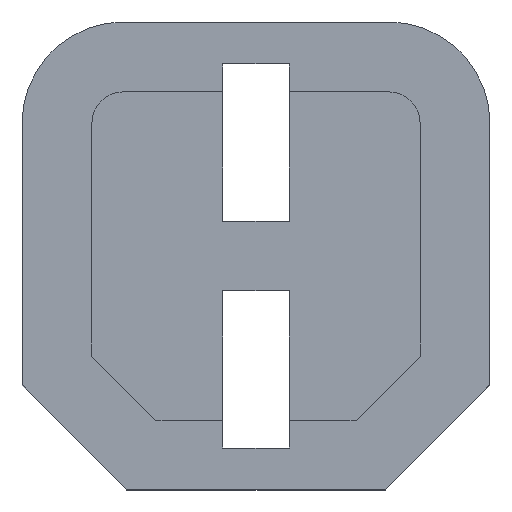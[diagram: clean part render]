
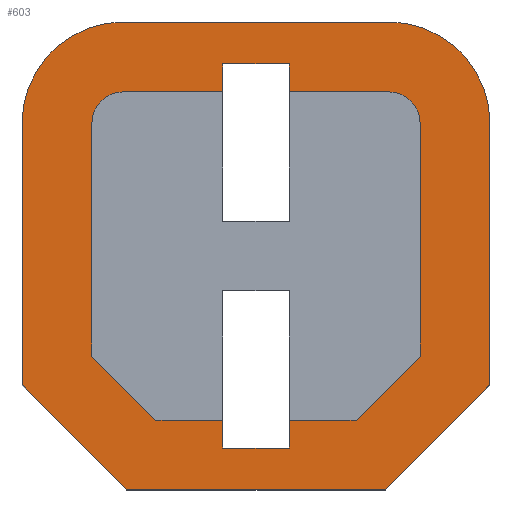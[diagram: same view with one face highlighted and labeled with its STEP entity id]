
A CAD part, top view. The second image highlights one B-rep face of the part: STEP entity #603.
In plain terms, the highlighted planar face has unit normal (0, 0, 1).
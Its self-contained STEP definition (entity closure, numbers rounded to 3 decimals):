
#15=FACE_BOUND('',#87,.T.);
#24=CIRCLE('',#614,0.45);
#25=CIRCLE('',#621,0.45);
#27=CIRCLE('',#633,1.45);
#29=CIRCLE('',#641,1.45);
#57=FACE_OUTER_BOUND('',#86,.T.);
#86=EDGE_LOOP('',(#511,#512,#513,#514,#515,#516,#517,#518));
#87=EDGE_LOOP('',(#519,#520,#521,#522,#523,#524,#525,#526,#527,#528,#529,
#530,#531,#532,#533,#534));
#112=LINE('',#846,#188);
#116=LINE('',#855,#192);
#118=LINE('',#859,#194);
#120=LINE('',#863,#196);
#123=LINE('',#870,#199);
#125=LINE('',#874,#201);
#128=LINE('',#882,#204);
#130=LINE('',#886,#206);
#132=LINE('',#890,#208);
#135=LINE('',#896,#211);
#138=LINE('',#902,#214);
#141=LINE('',#906,#217);
#143=LINE('',#911,#219);
#146=LINE('',#915,#222);
#149=LINE('',#923,#225);
#153=LINE('',#935,#229);
#156=LINE('',#941,#232);
#159=LINE('',#947,#235);
#162=LINE('',#953,#238);
#165=LINE('',#959,#241);
#188=VECTOR('',#679,10.);
#192=VECTOR('',#689,10.);
#194=VECTOR('',#693,10.);
#196=VECTOR('',#697,10.);
#199=VECTOR('',#702,10.);
#201=VECTOR('',#706,10.);
#204=VECTOR('',#715,10.);
#206=VECTOR('',#719,10.);
#208=VECTOR('',#723,10.);
#211=VECTOR('',#728,10.);
#214=VECTOR('',#733,10.);
#217=VECTOR('',#738,10.);
#219=VECTOR('',#742,10.);
#222=VECTOR('',#747,10.);
#225=VECTOR('',#752,10.);
#229=VECTOR('',#764,10.);
#232=VECTOR('',#769,10.);
#235=VECTOR('',#774,10.);
#238=VECTOR('',#779,10.);
#241=VECTOR('',#784,10.);
#263=VERTEX_POINT('',#843);
#264=VERTEX_POINT('',#845);
#265=VERTEX_POINT('',#849);
#266=VERTEX_POINT('',#853);
#267=VERTEX_POINT('',#857);
#268=VERTEX_POINT('',#861);
#270=VERTEX_POINT('',#867);
#271=VERTEX_POINT('',#869);
#272=VERTEX_POINT('',#873);
#273=VERTEX_POINT('',#877);
#274=VERTEX_POINT('',#881);
#275=VERTEX_POINT('',#885);
#276=VERTEX_POINT('',#889);
#278=VERTEX_POINT('',#895);
#280=VERTEX_POINT('',#901);
#282=VERTEX_POINT('',#910);
#285=VERTEX_POINT('',#920);
#286=VERTEX_POINT('',#922);
#288=VERTEX_POINT('',#928);
#290=VERTEX_POINT('',#934);
#292=VERTEX_POINT('',#940);
#294=VERTEX_POINT('',#946);
#296=VERTEX_POINT('',#952);
#298=VERTEX_POINT('',#958);
#322=EDGE_CURVE('',#264,#263,#112,.T.);
#325=EDGE_CURVE('',#263,#265,#24,.T.);
#327=EDGE_CURVE('',#265,#266,#116,.T.);
#329=EDGE_CURVE('',#266,#267,#118,.T.);
#331=EDGE_CURVE('',#267,#268,#120,.T.);
#334=EDGE_CURVE('',#271,#270,#123,.T.);
#336=EDGE_CURVE('',#272,#271,#125,.T.);
#338=EDGE_CURVE('',#273,#272,#25,.T.);
#340=EDGE_CURVE('',#274,#273,#128,.T.);
#342=EDGE_CURVE('',#275,#274,#130,.T.);
#344=EDGE_CURVE('',#276,#275,#132,.T.);
#347=EDGE_CURVE('',#278,#276,#135,.T.);
#350=EDGE_CURVE('',#280,#278,#138,.F.);
#353=EDGE_CURVE('',#268,#280,#141,.T.);
#355=EDGE_CURVE('',#282,#264,#143,.T.);
#358=EDGE_CURVE('',#270,#282,#146,.F.);
#361=EDGE_CURVE('',#286,#285,#149,.T.);
#364=EDGE_CURVE('',#288,#286,#27,.T.);
#367=EDGE_CURVE('',#290,#288,#153,.T.);
#370=EDGE_CURVE('',#292,#290,#156,.T.);
#373=EDGE_CURVE('',#294,#292,#159,.T.);
#376=EDGE_CURVE('',#296,#294,#162,.T.);
#379=EDGE_CURVE('',#298,#296,#165,.T.);
#382=EDGE_CURVE('',#285,#298,#29,.T.);
#511=ORIENTED_EDGE('',*,*,#382,.T.);
#512=ORIENTED_EDGE('',*,*,#379,.T.);
#513=ORIENTED_EDGE('',*,*,#376,.T.);
#514=ORIENTED_EDGE('',*,*,#373,.T.);
#515=ORIENTED_EDGE('',*,*,#370,.T.);
#516=ORIENTED_EDGE('',*,*,#367,.T.);
#517=ORIENTED_EDGE('',*,*,#364,.T.);
#518=ORIENTED_EDGE('',*,*,#361,.T.);
#519=ORIENTED_EDGE('',*,*,#358,.T.);
#520=ORIENTED_EDGE('',*,*,#355,.T.);
#521=ORIENTED_EDGE('',*,*,#322,.T.);
#522=ORIENTED_EDGE('',*,*,#325,.T.);
#523=ORIENTED_EDGE('',*,*,#327,.T.);
#524=ORIENTED_EDGE('',*,*,#329,.T.);
#525=ORIENTED_EDGE('',*,*,#331,.T.);
#526=ORIENTED_EDGE('',*,*,#353,.T.);
#527=ORIENTED_EDGE('',*,*,#350,.T.);
#528=ORIENTED_EDGE('',*,*,#347,.T.);
#529=ORIENTED_EDGE('',*,*,#344,.T.);
#530=ORIENTED_EDGE('',*,*,#342,.T.);
#531=ORIENTED_EDGE('',*,*,#340,.T.);
#532=ORIENTED_EDGE('',*,*,#338,.T.);
#533=ORIENTED_EDGE('',*,*,#336,.T.);
#534=ORIENTED_EDGE('',*,*,#334,.T.);
#574=PLANE('',#642);
#603=ADVANCED_FACE('',(#57,#15),#574,.T.);
#614=AXIS2_PLACEMENT_3D('',#851,#684,#685);
#621=AXIS2_PLACEMENT_3D('',#878,#710,#711);
#633=AXIS2_PLACEMENT_3D('',#929,#758,#759);
#641=AXIS2_PLACEMENT_3D('',#963,#790,#791);
#642=AXIS2_PLACEMENT_3D('',#964,#792,#793);
#679=DIRECTION('',(1.,0.,0.));
#684=DIRECTION('center_axis',(0.,0.,-1.));
#685=DIRECTION('ref_axis',(1.,0.,0.));
#689=DIRECTION('',(0.,-1.,0.));
#693=DIRECTION('',(-0.707,-0.707,0.));
#697=DIRECTION('',(-1.,0.,0.));
#702=DIRECTION('',(0.,1.,0.));
#706=DIRECTION('',(1.,0.,0.));
#710=DIRECTION('center_axis',(0.,0.,-1.));
#711=DIRECTION('ref_axis',(0.,1.,0.));
#715=DIRECTION('',(0.,1.,0.));
#719=DIRECTION('',(-0.707,0.707,0.));
#723=DIRECTION('',(-1.,0.,0.));
#728=DIRECTION('',(0.,1.,0.));
#733=DIRECTION('',(1.,0.,0.));
#738=DIRECTION('',(0.,-1.,0.));
#742=DIRECTION('',(0.,-1.,0.));
#747=DIRECTION('',(-1.,0.,0.));
#752=DIRECTION('',(-1.,0.,0.));
#758=DIRECTION('center_axis',(0.,0.,1.));
#759=DIRECTION('ref_axis',(1.,0.,0.));
#764=DIRECTION('',(0.,1.,0.));
#769=DIRECTION('',(0.707,0.707,0.));
#774=DIRECTION('',(1.,0.,0.));
#779=DIRECTION('',(0.707,-0.707,0.));
#784=DIRECTION('',(0.,-1.,0.));
#790=DIRECTION('center_axis',(0.,0.,1.));
#791=DIRECTION('ref_axis',(0.,1.,0.));
#792=DIRECTION('center_axis',(0.,0.,1.));
#793=DIRECTION('ref_axis',(1.,0.,0.));
#843=CARTESIAN_POINT('',(1.9,2.35,0.5));
#845=CARTESIAN_POINT('',(0.475,2.35,0.5));
#846=CARTESIAN_POINT('',(0.5,2.35,0.5));
#849=CARTESIAN_POINT('',(2.35,1.9,0.5));
#851=CARTESIAN_POINT('Origin',(1.9,1.9,0.5));
#853=CARTESIAN_POINT('',(2.35,-1.433,0.5));
#855=CARTESIAN_POINT('',(2.35,1.9,0.5));
#857=CARTESIAN_POINT('',(1.433,-2.35,0.5));
#859=CARTESIAN_POINT('',(2.35,-1.433,0.5));
#861=CARTESIAN_POINT('',(0.475,-2.35,0.5));
#863=CARTESIAN_POINT('',(-0.5,-2.35,0.5));
#867=CARTESIAN_POINT('',(-0.475,2.75,0.5));
#869=CARTESIAN_POINT('',(-0.475,2.35,0.5));
#870=CARTESIAN_POINT('',(-0.475,2.65,0.5));
#873=CARTESIAN_POINT('',(-1.9,2.35,0.5));
#874=CARTESIAN_POINT('',(-0.5,2.35,0.5));
#877=CARTESIAN_POINT('',(-2.35,1.9,0.5));
#878=CARTESIAN_POINT('Origin',(-1.9,1.9,0.5));
#881=CARTESIAN_POINT('',(-2.35,-1.433,0.5));
#882=CARTESIAN_POINT('',(-2.35,-1.433,0.5));
#885=CARTESIAN_POINT('',(-1.433,-2.35,0.5));
#886=CARTESIAN_POINT('',(-1.433,-2.35,0.5));
#889=CARTESIAN_POINT('',(-0.475,-2.35,0.5));
#890=CARTESIAN_POINT('',(-0.5,-2.35,0.5));
#895=CARTESIAN_POINT('',(-0.475,-2.75,0.5));
#896=CARTESIAN_POINT('',(-0.475,-2.097,0.5));
#901=CARTESIAN_POINT('',(0.475,-2.75,0.5));
#902=CARTESIAN_POINT('',(0.238,-2.75,0.5));
#906=CARTESIAN_POINT('',(0.475,-2.097,0.5));
#910=CARTESIAN_POINT('',(0.475,2.75,0.5));
#911=CARTESIAN_POINT('',(0.475,2.65,0.5));
#915=CARTESIAN_POINT('',(-0.238,2.75,0.5));
#920=CARTESIAN_POINT('',(-1.9,3.35,0.5));
#922=CARTESIAN_POINT('',(1.9,3.35,0.5));
#923=CARTESIAN_POINT('',(0.5,3.35,0.5));
#928=CARTESIAN_POINT('',(3.35,1.9,0.5));
#929=CARTESIAN_POINT('Origin',(1.9,1.9,0.5));
#934=CARTESIAN_POINT('',(3.35,-1.847,0.5));
#935=CARTESIAN_POINT('',(3.35,1.9,0.5));
#940=CARTESIAN_POINT('',(1.847,-3.35,0.5));
#941=CARTESIAN_POINT('',(3.35,-1.847,0.5));
#946=CARTESIAN_POINT('',(-1.847,-3.35,0.5));
#947=CARTESIAN_POINT('',(-0.5,-3.35,0.5));
#952=CARTESIAN_POINT('',(-3.35,-1.847,0.5));
#953=CARTESIAN_POINT('',(-1.847,-3.35,0.5));
#958=CARTESIAN_POINT('',(-3.35,1.9,0.5));
#959=CARTESIAN_POINT('',(-3.35,-1.847,0.5));
#963=CARTESIAN_POINT('Origin',(-1.9,1.9,0.5));
#964=CARTESIAN_POINT('Origin',(0.,0.,0.5));
